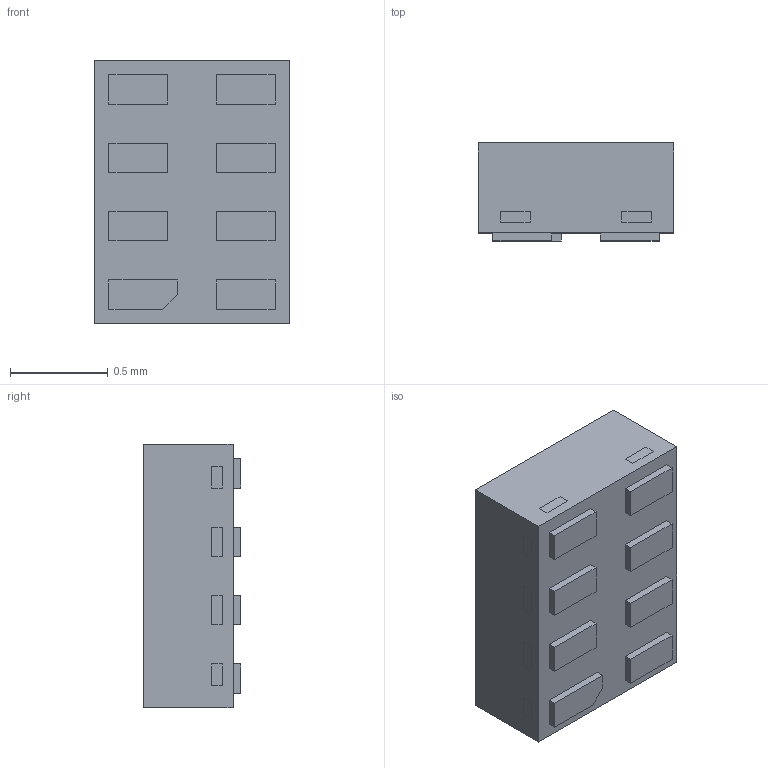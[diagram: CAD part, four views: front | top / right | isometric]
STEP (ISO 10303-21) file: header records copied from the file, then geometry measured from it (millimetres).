
FILE_DESCRIPTION (( 'STEP AP214' ), '1' );
FILE_NAME ('SOT1089.STEP', '2020-09-16T02:16:45', ( '' ), ( '' ), 'SwSTEP 2.0', 'SolidWorks 2017', '' );
FILE_SCHEMA (( 'AUTOMOTIVE_DESIGN' ));
Length unit declared in the file: millimetre
Products named in the file (1): SOT1089
Bounding box: 1 x 0.5 x 1.35 mm (x, y, z)
Volume: 0.6 mm3; surface area: 9.9 mm2
Topology: 10 solids, 10 shells, 159 faces, 447 edges, 298 vertices
Faces by surface type: plane 159
Entity records: 5204 total; most frequent: CARTESIAN_POINT 905, ORIENTED_EDGE 894, DIRECTION 767, VECTOR 447, EDGE_CURVE 447, LINE 447, VERTEX_POINT 298, EDGE_LOOP 183
